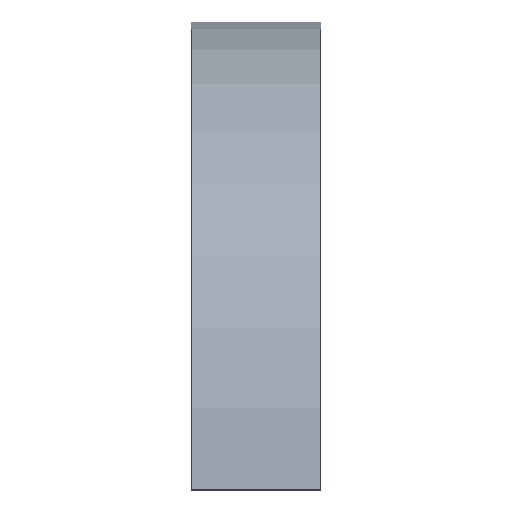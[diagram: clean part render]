
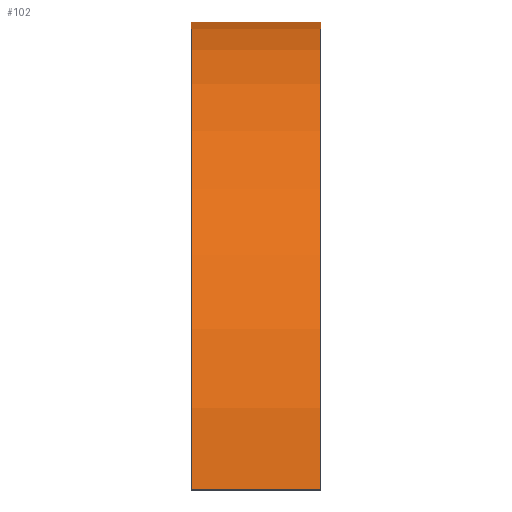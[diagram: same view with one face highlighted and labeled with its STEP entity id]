
A CAD part, left-side view. The second image highlights one B-rep face of the part: STEP entity #102.
In plain terms, the highlighted cylindrical face has radius 125.335 mm (diameter 250.67 mm), a partial arc.
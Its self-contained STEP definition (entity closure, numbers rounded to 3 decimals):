
#96=CYLINDRICAL_SURFACE('',#193,125.335);
#102=ADVANCED_FACE('',(#112),#96,.T.);
#112=FACE_OUTER_BOUND('',#118,.T.);
#118=EDGE_LOOP('',(#140,#141,#142,#143));
#121=CIRCLE('',#186,125.335);
#123=CIRCLE('',#190,125.335);
#140=ORIENTED_EDGE('',*,*,#165,.T.);
#141=ORIENTED_EDGE('',*,*,#167,.F.);
#142=ORIENTED_EDGE('',*,*,#159,.F.);
#143=ORIENTED_EDGE('',*,*,#162,.T.);
#149=VERTEX_POINT('',#228);
#151=VERTEX_POINT('',#232);
#153=VERTEX_POINT('',#238);
#155=VERTEX_POINT('',#244);
#159=EDGE_CURVE('',#151,#149,#121,.T.);
#162=EDGE_CURVE('',#151,#153,#172,.T.);
#165=EDGE_CURVE('',#153,#155,#123,.T.);
#167=EDGE_CURVE('',#149,#155,#175,.T.);
#172=LINE('',#239,#180);
#175=LINE('',#248,#183);
#180=VECTOR('',#207,1.);
#183=VECTOR('',#218,1.);
#186=AXIS2_PLACEMENT_3D('',#233,#201,#202);
#190=AXIS2_PLACEMENT_3D('',#245,#213,#214);
#193=AXIS2_PLACEMENT_3D('',#250,#221,#222);
#201=DIRECTION('',(0.,1.,0.));
#202=DIRECTION('',(0.,0.,-1.));
#207=DIRECTION('',(0.,-1.,0.));
#213=DIRECTION('',(0.,1.,0.));
#214=DIRECTION('',(0.,0.,-1.));
#218=DIRECTION('',(0.,-1.,0.));
#221=DIRECTION('',(0.,-1.,0.));
#222=DIRECTION('',(0.,0.,-1.));
#228=CARTESIAN_POINT('',(125.319,-132.5,2.002));
#232=CARTESIAN_POINT('',(-125.319,-132.5,2.002));
#233=CARTESIAN_POINT('',(0.,-132.5,0.));
#238=CARTESIAN_POINT('',(-125.319,-166.5,2.002));
#239=CARTESIAN_POINT('',(-125.319,-132.5,2.002));
#244=CARTESIAN_POINT('',(125.319,-166.5,2.002));
#245=CARTESIAN_POINT('',(0.,-166.5,0.));
#248=CARTESIAN_POINT('',(125.319,-132.5,2.002));
#250=CARTESIAN_POINT('',(0.,-132.5,0.));
